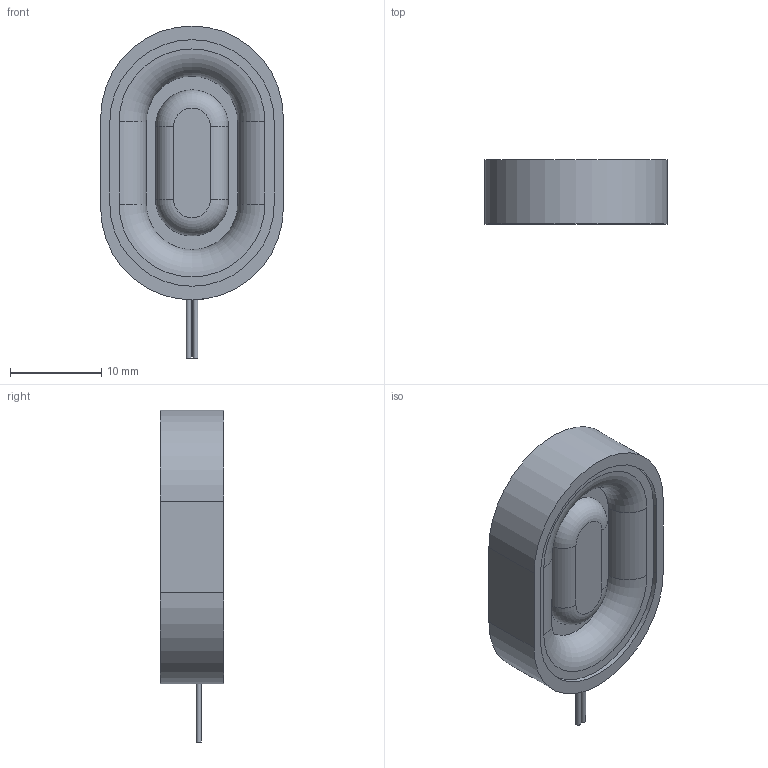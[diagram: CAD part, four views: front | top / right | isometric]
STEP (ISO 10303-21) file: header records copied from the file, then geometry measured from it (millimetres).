
FILE_DESCRIPTION(('FreeCAD Model'),'2;1');
FILE_NAME('./CUI_CES-30207-158L120-67.step','2020-09-05T22:02:32',('Author'),(''), 'Open CASCADE STEP processor 7.3','FreeCAD','Unknown');
FILE_SCHEMA(('AUTOMOTIVE_DESIGN { 1 0 10303 214 1 1 1 1 }'));
Length unit declared in the file: millimetre
Products named in the file (1): Compound-CES-30207
Bounding box: 20 x 7 x 36.37 mm (x, y, z)
Volume: 2981.4 mm3; surface area: 1801.6 mm2
Topology: 1 solids, 1 shells, 33 faces, 70 edges, 44 vertices
Faces by surface type: plane 15, cylinder 14, torus 4
Full cylindrical faces by diameter (mm): 0.55 x2
Entity records: 1218 total; most frequent: CARTESIAN_POINT 234, DIRECTION 166, ORIENTED_EDGE 140, EDGE_CURVE 70, AXIS2_PLACEMENT_3D 64, VERTEX_POINT 44, FACE_BOUND 38, EDGE_LOOP 38
